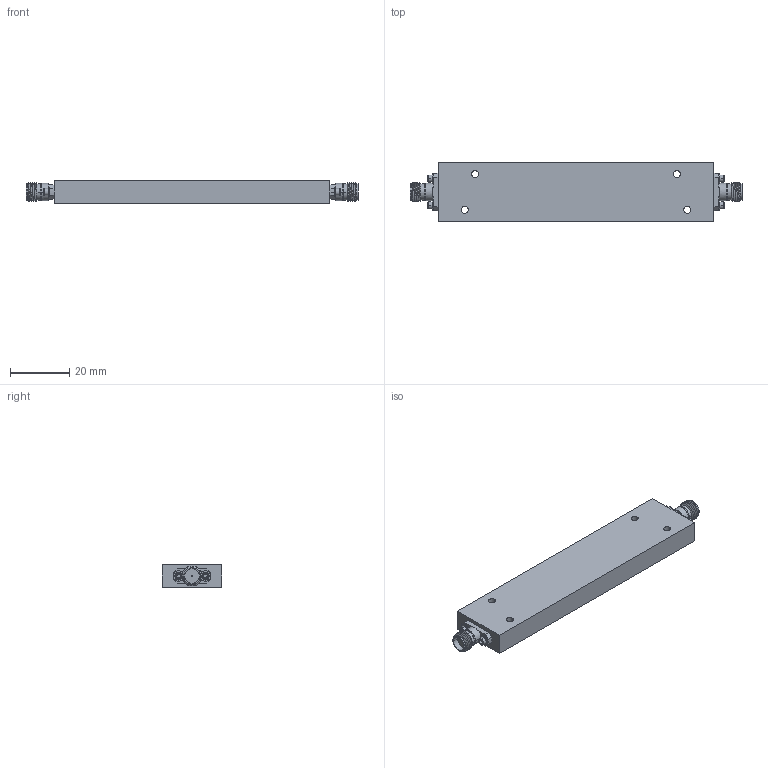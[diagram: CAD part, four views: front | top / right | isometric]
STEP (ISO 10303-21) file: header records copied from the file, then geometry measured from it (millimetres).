
FILE_DESCRIPTION (( 'STEP AP214' ), '1' );
FILE_NAME ('CF-BK-JX1, Defeatured.STEP', '2024-08-07T18:28:48', ( '' ), ( '' ), 'SwSTEP 2.0', 'SolidWorks 2021', '' );
FILE_SCHEMA (( 'AUTOMOTIVE_DESIGN' ));
Length unit declared in the file: inch
Products named in the file (1): CF-BK-JX1, Defeatured
Bounding box: 111.9 x 20 x 7.5 mm (x, y, z)
Volume: 14357.4 mm3; surface area: 6633.4 mm2
Topology: 13 solids, 13 shells, 236 faces, 518 edges, 324 vertices
Faces by surface type: plane 98, cylinder 78, cone 52, bspline 8
Entity records: 11434 total; most frequent: CARTESIAN_POINT 2955, DIRECTION 1116, ORIENTED_EDGE 1036, EDGE_CURVE 518, AXIS2_PLACEMENT_3D 435, VERTEX_POINT 324, EDGE_LOOP 272, DIMENSIONAL_EXPONENTS 251
